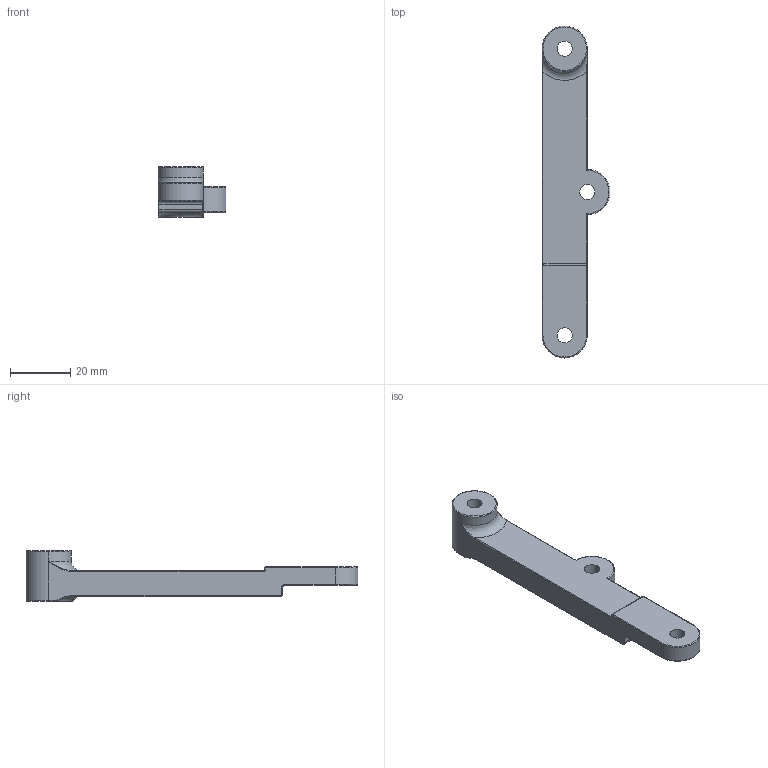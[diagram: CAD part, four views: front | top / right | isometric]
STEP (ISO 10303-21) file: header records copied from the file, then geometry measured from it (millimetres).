
FILE_DESCRIPTION (( 'STEP AP203' ), '1' );
FILE_NAME ('W0003510-005- L-wiggle arm 81.STEP', '2024-05-27T12:23:12', ( '' ), ( '' ), 'SwSTEP 2.0', 'SolidWorks 2024', '' );
FILE_SCHEMA (( 'CONFIG_CONTROL_DESIGN' ));
Length unit declared in the file: millimetre
Products named in the file (1): W0003510-005- L-wiggle arm 81
Bounding box: 22.5 x 110 x 16.8 mm (x, y, z)
Volume: 14625.3 mm3; surface area: 6076.5 mm2
Topology: 1 solids, 1 shells, 66 faces, 156 edges, 88 vertices
Faces by surface type: cylinder 30, torus 17, plane 11, bspline 8
Entity records: 2235 total; most frequent: CARTESIAN_POINT 700, DIRECTION 314, ORIENTED_EDGE 304, EDGE_CURVE 152, AXIS2_PLACEMENT_3D 130, VERTEX_POINT 88, EDGE_LOOP 72, CIRCLE 71
